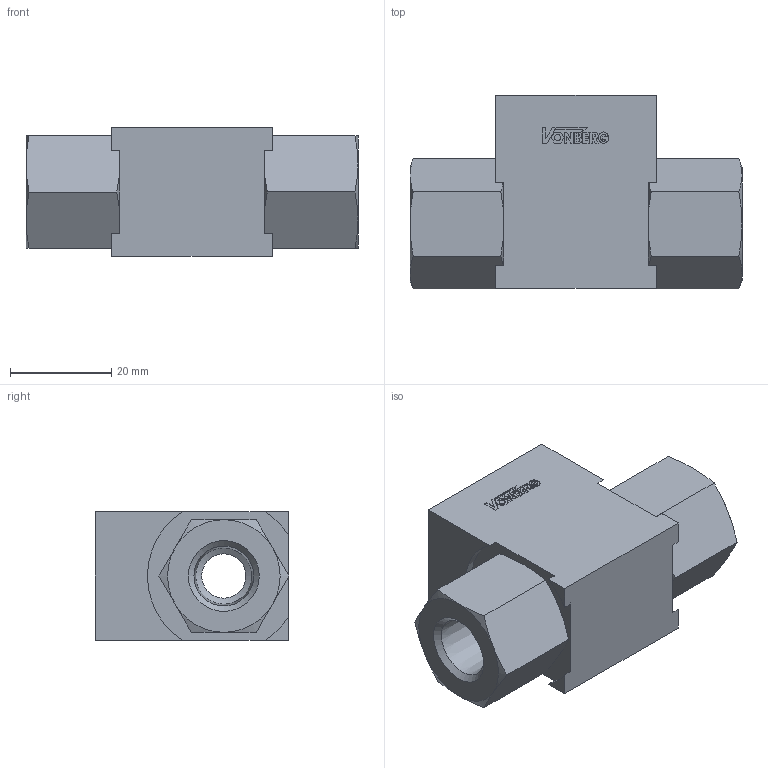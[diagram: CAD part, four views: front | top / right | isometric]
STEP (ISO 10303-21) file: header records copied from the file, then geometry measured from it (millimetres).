
FILE_DESCRIPTION((''),'2;1');
FILE_NAME('65125-2.stp','2015-01-07T14:49:34',('jml'),(''),'Autodesk Inventor 2010','Autodesk Inventor 2010','');
FILE_SCHEMA(('AUTOMOTIVE_DESIGN { 1 0 10303 214 1 1 1 1 }'));
Length unit declared in the file: inch
Products named in the file (4): 65125-2; 200010; 221364; 908 O-RING
Assembly tree (5 placements, depth 2):
  65125-2
    200010
    221364  x2
    908 O-RING  x2
Bounding box: 65.53 x 38.23 x 25.4 mm (x, y, z)
Volume: 37316.8 mm3; surface area: 15993.5 mm2
Topology: 5 solids, 5 shells, 185 faces, 452 edges, 288 vertices
Faces by surface type: plane 107, cone 42, cylinder 32, torus 4
Full cylindrical faces by diameter (mm): 1.218 x1, 8.738 x2, 11.1 x2, 11.125 x1, 16.815 x2, 17.323 x2, 19.05 x2
Entity records: 4660 total; most frequent: CARTESIAN_POINT 858, DIRECTION 737, ORIENTED_EDGE 716, EDGE_CURVE 358, AXIS2_PLACEMENT_3D 246, VECTOR 245, LINE 245, VERTEX_POINT 243
